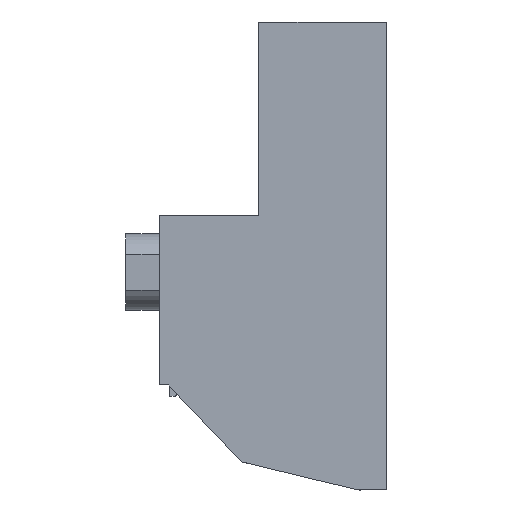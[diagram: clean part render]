
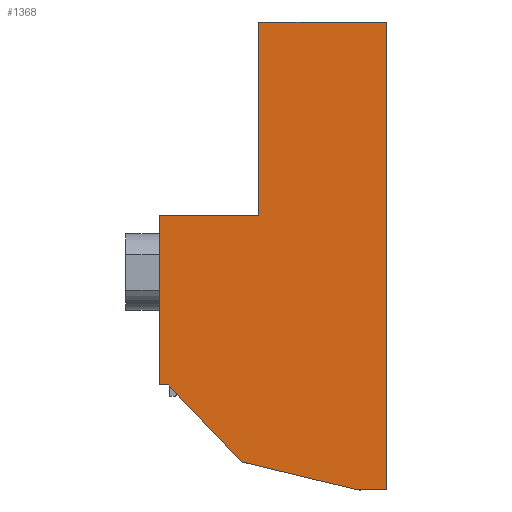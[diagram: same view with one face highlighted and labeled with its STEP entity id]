
A CAD part, left-side view. The second image highlights one B-rep face of the part: STEP entity #1368.
In plain terms, the highlighted planar face has unit normal (-1, 0, 0).
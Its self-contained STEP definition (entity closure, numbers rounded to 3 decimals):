
#1315=AXIS2_PLACEMENT_3D('Plane Axis2P3D',#1312,#1313,#1314) ;
#180=CARTESIAN_POINT('Vertex',(0.,0.,0.)) ;
#183=CARTESIAN_POINT('Line Origine',(0.,1.25,0.)) ;
#187=CARTESIAN_POINT('Vertex',(0.,2.5,0.)) ;
#444=CARTESIAN_POINT('Line Origine',(0.,7.675,1.25)) ;
#448=CARTESIAN_POINT('Vertex',(0.,12.85,2.5)) ;
#678=CARTESIAN_POINT('Vertex',(0.,0.,41.45)) ;
#681=CARTESIAN_POINT('Line Origine',(0.,0.,20.725)) ;
#1312=CARTESIAN_POINT('Axis2P3D Location',(0.,0.,41.45)) ;
#1317=CARTESIAN_POINT('Line Origine',(0.,15.7,24.3)) ;
#1321=CARTESIAN_POINT('Vertex',(0.,20.1,24.3)) ;
#1323=CARTESIAN_POINT('Vertex',(0.,11.3,24.3)) ;
#1326=CARTESIAN_POINT('Line Origine',(0.,20.1,16.8)) ;
#1330=CARTESIAN_POINT('Vertex',(0.,20.1,9.3)) ;
#1333=CARTESIAN_POINT('Line Origine',(0.,19.7,9.3)) ;
#1337=CARTESIAN_POINT('Vertex',(0.,19.3,9.3)) ;
#1340=CARTESIAN_POINT('Line Origine',(0.,16.075,5.9)) ;
#1345=CARTESIAN_POINT('Line Origine',(0.,5.65,41.45)) ;
#1349=CARTESIAN_POINT('Vertex',(0.,11.3,41.45)) ;
#1352=CARTESIAN_POINT('Line Origine',(0.,11.3,32.875)) ;
#184=DIRECTION('Vector Direction',(0.,-1.,0.)) ;
#445=DIRECTION('Vector Direction',(0.,-0.972,-0.235)) ;
#682=DIRECTION('Vector Direction',(0.,0.,-1.)) ;
#1313=DIRECTION('Axis2P3D Direction',(1.,0.,0.)) ;
#1314=DIRECTION('Axis2P3D XDirection',(0.,0.,-1.)) ;
#1318=DIRECTION('Vector Direction',(0.,-1.,0.)) ;
#1327=DIRECTION('Vector Direction',(0.,0.,-1.)) ;
#1334=DIRECTION('Vector Direction',(0.,-1.,0.)) ;
#1341=DIRECTION('Vector Direction',(0.,-0.688,-0.726)) ;
#1346=DIRECTION('Vector Direction',(0.,-1.,0.)) ;
#1353=DIRECTION('Vector Direction',(0.,0.,-1.)) ;
#185=VECTOR('Line Direction',#184,1.) ;
#446=VECTOR('Line Direction',#445,1.) ;
#683=VECTOR('Line Direction',#682,1.) ;
#1319=VECTOR('Line Direction',#1318,1.) ;
#1328=VECTOR('Line Direction',#1327,1.) ;
#1335=VECTOR('Line Direction',#1334,1.) ;
#1342=VECTOR('Line Direction',#1341,1.) ;
#1347=VECTOR('Line Direction',#1346,1.) ;
#1354=VECTOR('Line Direction',#1353,1.) ;
#1358=ORIENTED_EDGE('',*,*,#1325,.F.) ;
#1359=ORIENTED_EDGE('',*,*,#1332,.F.) ;
#1360=ORIENTED_EDGE('',*,*,#1339,.F.) ;
#1361=ORIENTED_EDGE('',*,*,#1344,.F.) ;
#1362=ORIENTED_EDGE('',*,*,#450,.F.) ;
#1363=ORIENTED_EDGE('',*,*,#189,.F.) ;
#1364=ORIENTED_EDGE('',*,*,#685,.F.) ;
#1365=ORIENTED_EDGE('',*,*,#1351,.F.) ;
#1366=ORIENTED_EDGE('',*,*,#1356,.T.) ;
#1368=ADVANCED_FACE('HOUSING',(#1367),#1316,.F.) ;
#189=EDGE_CURVE('',#181,#188,#186,.F.) ;
#450=EDGE_CURVE('',#188,#449,#447,.F.) ;
#685=EDGE_CURVE('',#679,#181,#684,.T.) ;
#1325=EDGE_CURVE('',#1322,#1324,#1320,.T.) ;
#1332=EDGE_CURVE('',#1331,#1322,#1329,.F.) ;
#1339=EDGE_CURVE('',#1338,#1331,#1336,.F.) ;
#1344=EDGE_CURVE('',#449,#1338,#1343,.F.) ;
#1351=EDGE_CURVE('',#1350,#679,#1348,.T.) ;
#1356=EDGE_CURVE('',#1350,#1324,#1355,.T.) ;
#1357=EDGE_LOOP('',(#1358,#1359,#1360,#1361,#1362,#1363,#1364,#1365,#1366)) ;
#1367=FACE_OUTER_BOUND('',#1357,.T.) ;
#186=LINE('Line',#183,#185) ;
#447=LINE('Line',#444,#446) ;
#684=LINE('Line',#681,#683) ;
#1320=LINE('Line',#1317,#1319) ;
#1329=LINE('Line',#1326,#1328) ;
#1336=LINE('Line',#1333,#1335) ;
#1343=LINE('Line',#1340,#1342) ;
#1348=LINE('Line',#1345,#1347) ;
#1355=LINE('Line',#1352,#1354) ;
#1316=PLANE('',#1315) ;
#181=VERTEX_POINT('',#180) ;
#188=VERTEX_POINT('',#187) ;
#449=VERTEX_POINT('',#448) ;
#679=VERTEX_POINT('',#678) ;
#1322=VERTEX_POINT('',#1321) ;
#1324=VERTEX_POINT('',#1323) ;
#1331=VERTEX_POINT('',#1330) ;
#1338=VERTEX_POINT('',#1337) ;
#1350=VERTEX_POINT('',#1349) ;
